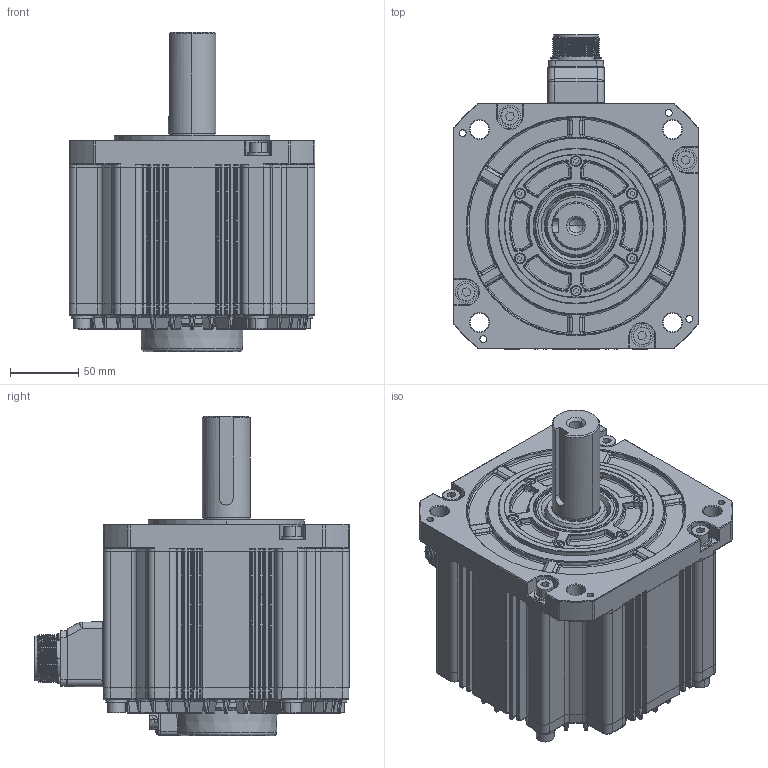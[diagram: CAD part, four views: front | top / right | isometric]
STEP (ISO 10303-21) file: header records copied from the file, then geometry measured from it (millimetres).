
FILE_DESCRIPTION( ('This file contains a STEP AP42 implementation' ,'as created by ZW3D STEP Interface translator.') ,'2;1' );
FILE_NAME( '2.9KW祥湍价陬棠晤.stp' ,'241120.105937', (''), ('ZWCAD Software Co.'), 'Version 1.0', 'ZW3D to STEP translator', '' );
FILE_SCHEMA(('AUTOMOTIVE_DESIGN { 1 0 10303 214 1 1 1 1 }'));
Length unit declared in the file: millimetre
Products named in the file (2): 0; 2.9KW祥湍价陬棠晤
Bounding box: 180 x 230.2 x 234 mm (x, y, z)
Volume: 3942450.3 mm3; surface area: 234582.5 mm2
Topology: 1 solids, 1 shells, 3753 faces, 9399 edges, 5733 vertices
Faces by surface type: bspline 1398, plane 1281, cylinder 596, cone 309, torus 117, sphere 52
Full cylindrical faces by diameter (mm): 5.5 x4, 6 x4, 16 x8
Entity records: 182941 total; most frequent: CARTESIAN_POINT 99358, ORIENTED_EDGE 18608, DIRECTION 13932, EDGE_CURVE 9304, VERTEX_POINT 5733, AXIS2_PLACEMENT_3D 4812, VECTOR 4308, LINE 4308
